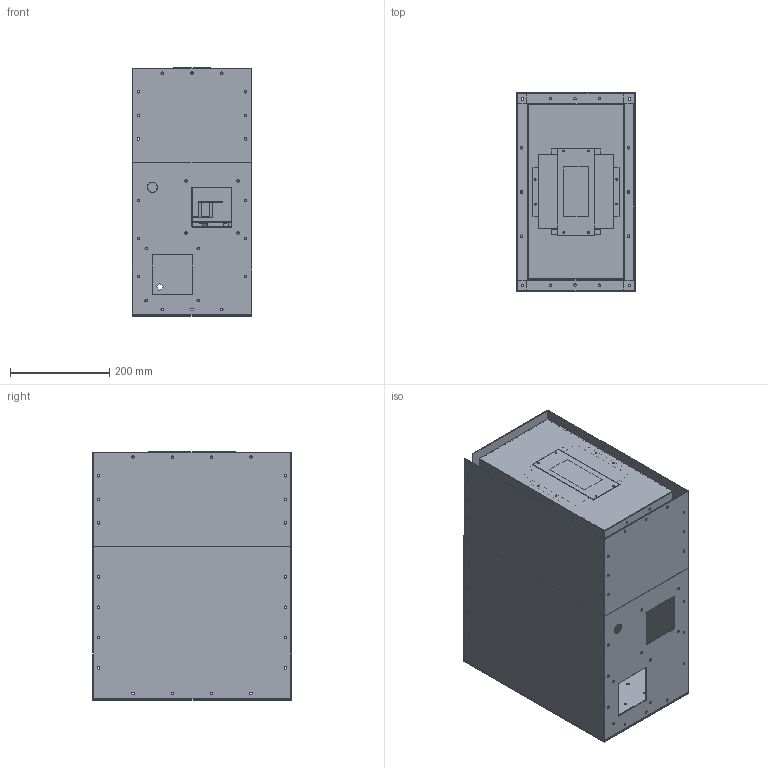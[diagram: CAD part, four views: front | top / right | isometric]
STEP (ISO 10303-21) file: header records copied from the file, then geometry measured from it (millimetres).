
FILE_DESCRIPTION(('FreeCAD Model'),'2;1');
FILE_NAME('Open CASCADE Shape Model','2024-11-03T16:45:01',(''),(''), 'Open CASCADE STEP processor 7.6','FreeCAD','Unknown');
FILE_SCHEMA(('AUTOMOTIVE_DESIGN { 1 0 10303 214 1 1 1 1 }'));
Length unit declared in the file: millimetre
Products named in the file (29): TopCover_001; Second_TopCover_001; Backpanel_Top_001; Fronpanel_TOP_001; Sidepanel_001; Sidepanel_002; Sidepanel_bottom_001; Sidepanel_bottom_002; Door_panel_001; Fronpanel_Bottom_001; Bottom_Tray_150mm_001; Cuvet_cover_150mm_001; sampleholder_001; sampleholder_002; sampleholder_003; sampleholder_004; Sample_tray_150mm_001; Light+Cameraholder_001; Camera2_clamp_001; Cubert_clamp_001; Light_clamp_001; Light_clamp_002; bottom_cover_flatversion_v2_001; PCPower_clamp_v2_001; PCPower_clamp_001; Extentionlead_clamp_001; Extentionlead_clamp_002; PCPower_clamp_v2_002; PCPower_clamp_002
Bounding box: 240 x 400 x 501 mm (x, y, z)
Volume: 1992221.7 mm3; surface area: 2164274.1 mm2
Topology: 29 solids, 29 shells, 1033 faces, 2490 edges, 1351 vertices
Faces by surface type: cylinder 521, plane 302, sphere 163, torus 44, bspline 3
Full cylindrical faces by diameter (mm): 2 x4, 3 x32, 5 x167, 20 x1, 29 x2, 34 x1, 40 x1, 42.5 x1, 56 x4
Entity records: 68323 total; most frequent: CARTESIAN_POINT 11642, DIRECTION 9766, LINE 5360, VECTOR 5360, ORIENTED_EDGE 4648, PCURVE 4648, DEFINITIONAL_REPRESENTATION 4648, EDGE_CURVE 2324
